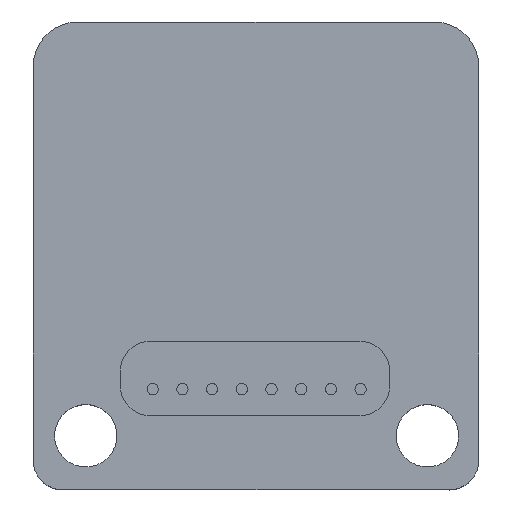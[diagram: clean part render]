
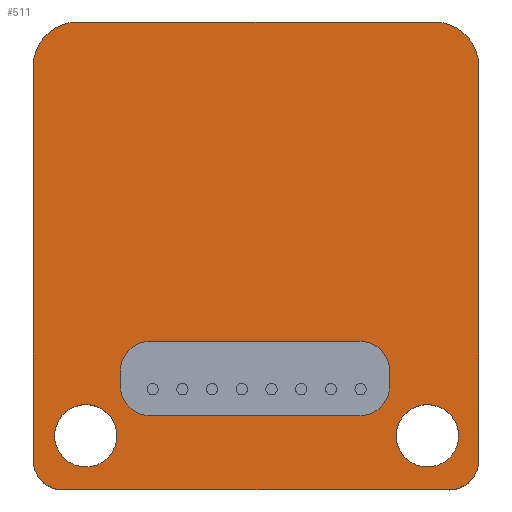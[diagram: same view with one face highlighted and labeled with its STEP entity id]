
A CAD part, top view. The second image highlights one B-rep face of the part: STEP entity #511.
In plain terms, the highlighted planar face has unit normal (0, 0, 1).
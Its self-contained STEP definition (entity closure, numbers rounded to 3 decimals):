
#23=FACE_BOUND('',#102,.T.);
#24=FACE_BOUND('',#103,.T.);
#25=FACE_BOUND('',#104,.T.);
#41=PLANE('',#578);
#64=FACE_OUTER_BOUND('',#101,.T.);
#101=EDGE_LOOP('',(#416,#417,#418,#419,#420,#421,#422,#423));
#102=EDGE_LOOP('',(#424,#425,#426,#427,#428,#429,#430,#431));
#103=EDGE_LOOP('',(#432));
#104=EDGE_LOOP('',(#433));
#122=LINE('',#783,#156);
#126=LINE('',#795,#160);
#130=LINE('',#807,#164);
#133=LINE('',#857,#167);
#134=LINE('',#863,#168);
#135=LINE('',#867,#169);
#136=LINE('',#871,#170);
#137=LINE('',#874,#171);
#156=VECTOR('',#616,10.);
#160=VECTOR('',#628,10.);
#164=VECTOR('',#640,10.);
#167=VECTOR('',#701,10.);
#168=VECTOR('',#706,10.);
#169=VECTOR('',#709,10.);
#170=VECTOR('',#712,10.);
#171=VECTOR('',#715,10.);
#187=CIRCLE('',#539,2.);
#189=CIRCLE('',#543,2.);
#191=CIRCLE('',#547,2.);
#193=CIRCLE('',#551,2.);
#210=CIRCLE('',#579,3.);
#211=CIRCLE('',#580,2.);
#212=CIRCLE('',#581,2.);
#213=CIRCLE('',#582,3.);
#214=CIRCLE('',#583,2.1);
#215=CIRCLE('',#584,2.1);
#224=VERTEX_POINT('',#773);
#225=VERTEX_POINT('',#775);
#227=VERTEX_POINT('',#781);
#229=VERTEX_POINT('',#787);
#231=VERTEX_POINT('',#793);
#233=VERTEX_POINT('',#799);
#235=VERTEX_POINT('',#805);
#237=VERTEX_POINT('',#811);
#254=VERTEX_POINT('',#859);
#255=VERTEX_POINT('',#860);
#256=VERTEX_POINT('',#862);
#257=VERTEX_POINT('',#864);
#258=VERTEX_POINT('',#866);
#259=VERTEX_POINT('',#868);
#260=VERTEX_POINT('',#870);
#261=VERTEX_POINT('',#872);
#262=VERTEX_POINT('',#875);
#263=VERTEX_POINT('',#877);
#276=EDGE_CURVE('',#224,#225,#187,.T.);
#280=EDGE_CURVE('',#224,#227,#122,.T.);
#283=EDGE_CURVE('',#229,#227,#189,.T.);
#286=EDGE_CURVE('',#229,#231,#126,.T.);
#289=EDGE_CURVE('',#233,#231,#191,.T.);
#292=EDGE_CURVE('',#233,#235,#130,.T.);
#295=EDGE_CURVE('',#237,#235,#193,.T.);
#313=EDGE_CURVE('',#237,#225,#133,.T.);
#314=EDGE_CURVE('',#254,#255,#210,.T.);
#315=EDGE_CURVE('',#256,#254,#134,.T.);
#316=EDGE_CURVE('',#256,#257,#211,.T.);
#317=EDGE_CURVE('',#257,#258,#135,.T.);
#318=EDGE_CURVE('',#258,#259,#212,.T.);
#319=EDGE_CURVE('',#259,#260,#136,.T.);
#320=EDGE_CURVE('',#261,#260,#213,.T.);
#321=EDGE_CURVE('',#255,#261,#137,.T.);
#322=EDGE_CURVE('',#262,#262,#214,.F.);
#323=EDGE_CURVE('',#263,#263,#215,.F.);
#416=ORIENTED_EDGE('',*,*,#314,.F.);
#417=ORIENTED_EDGE('',*,*,#315,.F.);
#418=ORIENTED_EDGE('',*,*,#316,.T.);
#419=ORIENTED_EDGE('',*,*,#317,.T.);
#420=ORIENTED_EDGE('',*,*,#318,.T.);
#421=ORIENTED_EDGE('',*,*,#319,.T.);
#422=ORIENTED_EDGE('',*,*,#320,.F.);
#423=ORIENTED_EDGE('',*,*,#321,.F.);
#424=ORIENTED_EDGE('',*,*,#292,.T.);
#425=ORIENTED_EDGE('',*,*,#295,.F.);
#426=ORIENTED_EDGE('',*,*,#313,.T.);
#427=ORIENTED_EDGE('',*,*,#276,.F.);
#428=ORIENTED_EDGE('',*,*,#280,.T.);
#429=ORIENTED_EDGE('',*,*,#283,.F.);
#430=ORIENTED_EDGE('',*,*,#286,.T.);
#431=ORIENTED_EDGE('',*,*,#289,.F.);
#432=ORIENTED_EDGE('',*,*,#322,.T.);
#433=ORIENTED_EDGE('',*,*,#323,.T.);
#511=ADVANCED_FACE('',(#64,#23,#24,#25),#41,.F.);
#539=AXIS2_PLACEMENT_3D('',#776,#609,#610);
#543=AXIS2_PLACEMENT_3D('',#789,#622,#623);
#547=AXIS2_PLACEMENT_3D('',#801,#634,#635);
#551=AXIS2_PLACEMENT_3D('',#813,#646,#647);
#578=AXIS2_PLACEMENT_3D('',#858,#702,#703);
#579=AXIS2_PLACEMENT_3D('',#861,#704,#705);
#580=AXIS2_PLACEMENT_3D('',#865,#707,#708);
#581=AXIS2_PLACEMENT_3D('',#869,#710,#711);
#582=AXIS2_PLACEMENT_3D('',#873,#713,#714);
#583=AXIS2_PLACEMENT_3D('',#876,#716,#717);
#584=AXIS2_PLACEMENT_3D('',#878,#718,#719);
#609=DIRECTION('center_axis',(0.,0.,
1.));
#610=DIRECTION('ref_axis',(-0.707,-0.707,0.));
#616=DIRECTION('',(0.,1.,0.));
#622=DIRECTION('center_axis',(0.,0.,
1.));
#623=DIRECTION('ref_axis',(-0.707,0.707,0.));
#628=DIRECTION('',(1.,0.,0.));
#634=DIRECTION('center_axis',(0.,0.,
1.));
#635=DIRECTION('ref_axis',(0.707,0.707,0.));
#640=DIRECTION('',(0.,-1.,0.));
#646=DIRECTION('center_axis',(0.,0.,
1.));
#647=DIRECTION('ref_axis',(0.707,-0.707,0.));
#701=DIRECTION('',(-1.,0.,0.));
#702=DIRECTION('center_axis',(0.,0.,
-1.));
#703=DIRECTION('ref_axis',(-1.,0.,0.));
#704=DIRECTION('center_axis',(0.,0.,
-1.));
#705=DIRECTION('ref_axis',(-0.707,0.707,0.));
#706=DIRECTION('',(0.,1.,0.));
#707=DIRECTION('center_axis',(0.,0.,
1.));
#708=DIRECTION('ref_axis',(0.,-1.,0.));
#709=DIRECTION('',(1.,0.,0.));
#710=DIRECTION('center_axis',(0.,0.,
1.));
#711=DIRECTION('ref_axis',(1.,0.,0.));
#712=DIRECTION('',(0.,1.,0.));
#713=DIRECTION('center_axis',(0.,0.,
-1.));
#714=DIRECTION('ref_axis',(0.707,0.707,0.));
#715=DIRECTION('',(1.,0.,0.));
#716=DIRECTION('center_axis',(0.,0.,
1.));
#717=DIRECTION('ref_axis',(1.,0.,0.));
#718=DIRECTION('center_axis',(0.,0.,
1.));
#719=DIRECTION('ref_axis',(1.,0.,0.));
#773=CARTESIAN_POINT('',(5.871,7.,-1.6));
#775=CARTESIAN_POINT('',(7.871,5.,-1.6));
#776=CARTESIAN_POINT('Origin',(7.871,7.,-1.6));
#781=CARTESIAN_POINT('',(5.871,8.,-1.6));
#783=CARTESIAN_POINT('',(5.871,10.375,-1.6));
#787=CARTESIAN_POINT('',(7.871,10.,-1.6));
#789=CARTESIAN_POINT('Origin',(7.871,8.,-1.6));
#793=CARTESIAN_POINT('',(22.,10.,-1.6));
#795=CARTESIAN_POINT('',(10.436,10.,-1.6));
#799=CARTESIAN_POINT('',(24.,8.,-1.6));
#801=CARTESIAN_POINT('Origin',(22.,8.,-1.6));
#805=CARTESIAN_POINT('',(24.,7.,-1.6));
#807=CARTESIAN_POINT('',(24.,12.875,-1.6));
#811=CARTESIAN_POINT('',(22.,5.,-1.6));
#813=CARTESIAN_POINT('Origin',(22.,7.,-1.6));
#857=CARTESIAN_POINT('',(19.5,5.,-1.6));
#858=CARTESIAN_POINT('Origin',(15.,15.75,-1.6));
#859=CARTESIAN_POINT('',(0.,28.5,-1.6));
#860=CARTESIAN_POINT('',(3.,31.5,-1.6));
#861=CARTESIAN_POINT('Origin',(3.,28.5,-1.6));
#862=CARTESIAN_POINT('',(0.,2.,-1.6));
#863=CARTESIAN_POINT('',(0.,22.449,-1.6));
#864=CARTESIAN_POINT('',(2.,0.,-1.6));
#865=CARTESIAN_POINT('Origin',(2.,2.,-1.6));
#866=CARTESIAN_POINT('',(28.,0.,-1.6));
#867=CARTESIAN_POINT('',(28.,0.,-1.6));
#868=CARTESIAN_POINT('',(30.,2.,-1.6));
#869=CARTESIAN_POINT('Origin',(28.,2.,-1.6));
#870=CARTESIAN_POINT('',(30.,28.5,-1.6));
#871=CARTESIAN_POINT('',(30.,20.449,-1.6));
#872=CARTESIAN_POINT('',(27.,31.5,-1.6));
#873=CARTESIAN_POINT('Origin',(27.,28.5,-1.6));
#874=CARTESIAN_POINT('',(20.509,31.5,-1.6));
#875=CARTESIAN_POINT('',(1.441,3.642,-1.6));
#876=CARTESIAN_POINT('Origin',(3.541,3.642,-1.6));
#877=CARTESIAN_POINT('',(24.441,3.642,-1.6));
#878=CARTESIAN_POINT('Origin',(26.541,3.642,-1.6));
